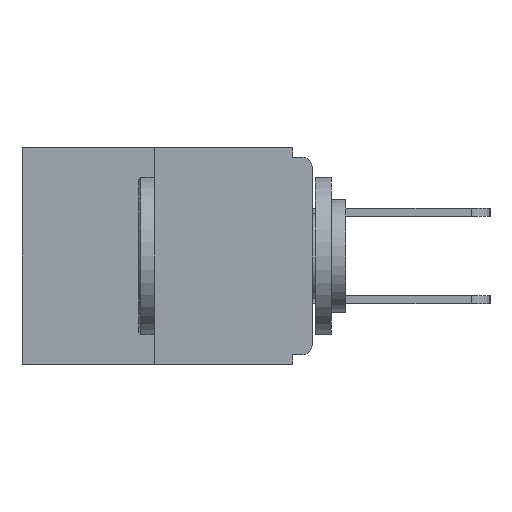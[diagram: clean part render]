
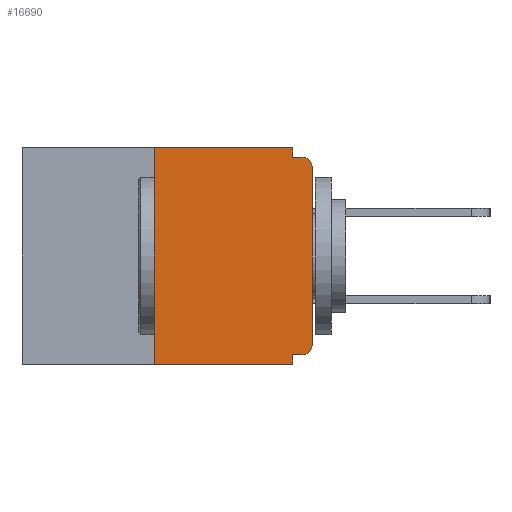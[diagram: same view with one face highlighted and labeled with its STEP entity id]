
A CAD part, left-side view. The second image highlights one B-rep face of the part: STEP entity #16690.
In plain terms, the highlighted planar face has unit normal (-1, 0, 0).
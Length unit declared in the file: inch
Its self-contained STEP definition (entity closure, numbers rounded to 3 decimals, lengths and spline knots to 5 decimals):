
#9 = DIRECTION ( 'NONE',  ( 0., 0., -1. ) ) ;
#770 = EDGE_CURVE ( 'NONE', #4618, #18785, #16523, .T. ) ;
#1244 = DIRECTION ( 'NONE',  ( 0., -1., 0. ) ) ;
#1330 = VERTEX_POINT ( 'NONE', #11859 ) ;
#1542 = PLANE ( 'NONE',  #2157 ) ;
#2048 = VECTOR ( 'NONE', #1244, 39.37008 ) ;
#2105 = VERTEX_POINT ( 'NONE', #3940 ) ;
#2157 = AXIS2_PLACEMENT_3D ( 'NONE', #5103, #6936, #12725 ) ;
#2838 = ORIENTED_EDGE ( 'NONE', *, *, #5187, .F. ) ;
#2944 = CARTESIAN_POINT ( 'NONE',  ( 0., 0.015, -0.313 ) ) ;
#3145 = CARTESIAN_POINT ( 'NONE',  ( 0., 0.46, 0. ) ) ;
#3527 = CIRCLE ( 'NONE', #14682, 0.015 ) ;
#3801 = CARTESIAN_POINT ( 'NONE',  ( 0., 0.031, 0. ) ) ;
#3940 = CARTESIAN_POINT ( 'NONE',  ( 0., 0.031, 0. ) ) ;
#3966 = CARTESIAN_POINT ( 'NONE',  ( 0., 0.25, 0. ) ) ;
#4236 = ORIENTED_EDGE ( 'NONE', *, *, #770, .T. ) ;
#4618 = VERTEX_POINT ( 'NONE', #20254 ) ;
#5103 = CARTESIAN_POINT ( 'NONE',  ( 0., 0.46, 0. ) ) ;
#5116 = VECTOR ( 'NONE', #22986, 39.37008 ) ;
#5187 = EDGE_CURVE ( 'NONE', #5341, #8355, #18470, .T. ) ;
#5341 = VERTEX_POINT ( 'NONE', #24160 ) ;
#5531 = DIRECTION ( 'NONE',  ( 0., 0., 1. ) ) ;
#5888 = EDGE_CURVE ( 'NONE', #7691, #2105, #15395, .T. ) ;
#5994 = LINE ( 'NONE', #10695, #11331 ) ;
#6239 = CARTESIAN_POINT ( 'NONE',  ( 0., 0., 0. ) ) ;
#6497 = EDGE_CURVE ( 'NONE', #20045, #7691, #18938, .T. ) ;
#6859 = CARTESIAN_POINT ( 'NONE',  ( 0., 0.031, -0.343 ) ) ;
#6912 = DIRECTION ( 'NONE',  ( 0., 0., -1. ) ) ;
#6936 = DIRECTION ( 'NONE',  ( 1., 0., 0. ) ) ;
#6948 = LINE ( 'NONE', #18730, #10185 ) ;
#7356 = ORIENTED_EDGE ( 'NONE', *, *, #16197, .F. ) ;
#7500 = LINE ( 'NONE', #3801, #21954 ) ;
#7691 = VERTEX_POINT ( 'NONE', #15691 ) ;
#8355 = VERTEX_POINT ( 'NONE', #24446 ) ;
#9560 = CARTESIAN_POINT ( 'NONE',  ( 0., 0.46, -0.343 ) ) ;
#10185 = VECTOR ( 'NONE', #22617, 39.37008 ) ;
#10552 = CARTESIAN_POINT ( 'NONE',  ( 0., 0., -0.03 ) ) ;
#10611 = AXIS2_PLACEMENT_3D ( 'NONE', #2944, #10778, #6912 ) ;
#10695 = CARTESIAN_POINT ( 'NONE',  ( 0., 0., -0.328 ) ) ;
#10778 = DIRECTION ( 'NONE',  ( -1., 0., 0. ) ) ;
#10886 = EDGE_CURVE ( 'NONE', #20045, #8355, #18992, .T. ) ;
#11198 = VERTEX_POINT ( 'NONE', #16228 ) ;
#11331 = VECTOR ( 'NONE', #14332, 39.37008 ) ;
#11740 = ORIENTED_EDGE ( 'NONE', *, *, #24306, .T. ) ;
#11859 = CARTESIAN_POINT ( 'NONE',  ( 0., 0.015, -0.015 ) ) ;
#12171 = EDGE_LOOP ( 'NONE', ( #19199, #12772, #20860, #2838, #7356, #18610, #4236, #11740, #16977, #20693 ) ) ;
#12630 = DIRECTION ( 'NONE',  ( -1., 0., 0. ) ) ;
#12725 = DIRECTION ( 'NONE',  ( 0., 0., -1. ) ) ;
#12772 = ORIENTED_EDGE ( 'NONE', *, *, #6497, .F. ) ;
#14332 = DIRECTION ( 'NONE',  ( 0., 1., 0. ) ) ;
#14435 = EDGE_CURVE ( 'NONE', #2105, #11198, #7500, .T. ) ;
#14682 = AXIS2_PLACEMENT_3D ( 'NONE', #14803, #12630, #22277 ) ;
#14803 = CARTESIAN_POINT ( 'NONE',  ( 0., 0.015, -0.03 ) ) ;
#15079 = CIRCLE ( 'NONE', #10611, 0.015 ) ;
#15168 = CARTESIAN_POINT ( 'NONE',  ( 0., 0.25, -0.343 ) ) ;
#15395 = LINE ( 'NONE', #3145, #2048 ) ;
#15691 = CARTESIAN_POINT ( 'NONE',  ( 0., 0.25, 0. ) ) ;
#16197 = EDGE_CURVE ( 'NONE', #18209, #5341, #5994, .T. ) ;
#16228 = CARTESIAN_POINT ( 'NONE',  ( 0., 0.031, -0.015 ) ) ;
#16523 = LINE ( 'NONE', #6239, #20334 ) ;
#16690 = ADVANCED_FACE ( 'NONE', ( #20454 ), #1542, .F. ) ;
#16977 = ORIENTED_EDGE ( 'NONE', *, *, #20680, .F. ) ;
#17828 = DIRECTION ( 'NONE',  ( 0., 0., -1. ) ) ;
#18050 = EDGE_CURVE ( 'NONE', #18209, #4618, #15079, .T. ) ;
#18209 = VERTEX_POINT ( 'NONE', #23128 ) ;
#18470 = LINE ( 'NONE', #6859, #20849 ) ;
#18610 = ORIENTED_EDGE ( 'NONE', *, *, #18050, .T. ) ;
#18730 = CARTESIAN_POINT ( 'NONE',  ( 0., 0., -0.015 ) ) ;
#18785 = VERTEX_POINT ( 'NONE', #10552 ) ;
#18938 = LINE ( 'NONE', #3966, #22507 ) ;
#18992 = LINE ( 'NONE', #9560, #5116 ) ;
#19199 = ORIENTED_EDGE ( 'NONE', *, *, #5888, .F. ) ;
#20045 = VERTEX_POINT ( 'NONE', #15168 ) ;
#20254 = CARTESIAN_POINT ( 'NONE',  ( 0., 0., -0.313 ) ) ;
#20334 = VECTOR ( 'NONE', #21076, 39.37008 ) ;
#20454 = FACE_OUTER_BOUND ( 'NONE', #12171, .T. ) ;
#20680 = EDGE_CURVE ( 'NONE', #11198, #1330, #6948, .T. ) ;
#20693 = ORIENTED_EDGE ( 'NONE', *, *, #14435, .F. ) ;
#20849 = VECTOR ( 'NONE', #17828, 39.37008 ) ;
#20860 = ORIENTED_EDGE ( 'NONE', *, *, #10886, .T. ) ;
#21076 = DIRECTION ( 'NONE',  ( 0., 0., 1. ) ) ;
#21954 = VECTOR ( 'NONE', #9, 39.37008 ) ;
#22277 = DIRECTION ( 'NONE',  ( 0., 0., -1. ) ) ;
#22507 = VECTOR ( 'NONE', #5531, 39.37008 ) ;
#22617 = DIRECTION ( 'NONE',  ( 0., -1., 0. ) ) ;
#22986 = DIRECTION ( 'NONE',  ( 0., -1., 0. ) ) ;
#23128 = CARTESIAN_POINT ( 'NONE',  ( 0., 0.015, -0.328 ) ) ;
#24160 = CARTESIAN_POINT ( 'NONE',  ( 0., 0.031, -0.328 ) ) ;
#24306 = EDGE_CURVE ( 'NONE', #18785, #1330, #3527, .T. ) ;
#24446 = CARTESIAN_POINT ( 'NONE',  ( 0., 0.031, -0.343 ) ) ;
